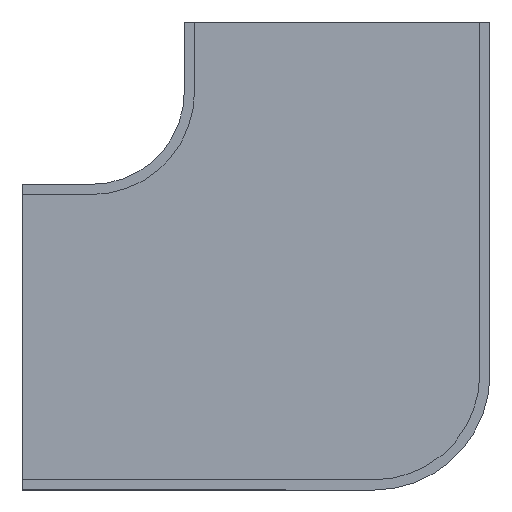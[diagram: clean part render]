
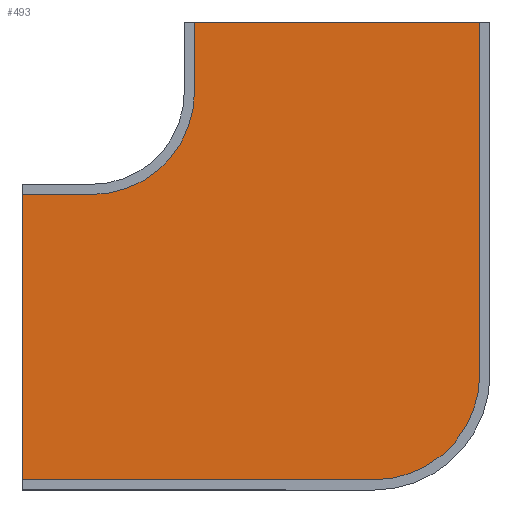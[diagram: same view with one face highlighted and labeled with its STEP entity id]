
A CAD part, front view. The second image highlights one B-rep face of the part: STEP entity #493.
In plain terms, the highlighted planar face has unit normal (0, -1, 0).
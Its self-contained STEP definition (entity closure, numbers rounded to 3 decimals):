
#7 = EDGE_CURVE ( 'NONE', #120, #538, #461, .T. ) ;
#16 = FACE_OUTER_BOUND ( 'NONE', #568, .T. ) ;
#32 = ORIENTED_EDGE ( 'NONE', *, *, #206, .F. ) ;
#34 = LINE ( 'NONE', #240, #56 ) ;
#43 = VECTOR ( 'NONE', #184, 1000. ) ;
#46 = AXIS2_PLACEMENT_3D ( 'NONE', #156, #464, #147 ) ;
#56 = VECTOR ( 'NONE', #376, 1000. ) ;
#71 = VERTEX_POINT ( 'NONE', #289 ) ;
#84 = EDGE_CURVE ( 'NONE', #71, #135, #34, .T. ) ;
#108 = DIRECTION ( 'NONE',  ( -1., 0., 0. ) ) ;
#110 = CARTESIAN_POINT ( 'NONE',  ( -15.45, 19.15, 50.45 ) ) ;
#114 = ORIENTED_EDGE ( 'NONE', *, *, #137, .F. ) ;
#118 = CIRCLE ( 'NONE', #300, 22.8 ) ;
#120 = VERTEX_POINT ( 'NONE', #406 ) ;
#122 = AXIS2_PLACEMENT_3D ( 'NONE', #279, #285, #286 ) ;
#123 = CARTESIAN_POINT ( 'NONE',  ( 25.45, 19.15, -48.25 ) ) ;
#124 = CARTESIAN_POINT ( 'NONE',  ( 48.25, 19.15, -25.45 ) ) ;
#125 = VECTOR ( 'NONE', #294, 1000. ) ;
#127 = EDGE_CURVE ( 'NONE', #71, #405, #489, .T. ) ;
#132 = CARTESIAN_POINT ( 'NONE',  ( 48.25, 19.15, -25.45 ) ) ;
#135 = VERTEX_POINT ( 'NONE', #301 ) ;
#137 = EDGE_CURVE ( 'NONE', #538, #188, #118, .T. ) ;
#141 = ORIENTED_EDGE ( 'NONE', *, *, #7, .F. ) ;
#147 = DIRECTION ( 'NONE',  ( 0., 0., 1. ) ) ;
#156 = CARTESIAN_POINT ( 'NONE',  ( 25.45, 19.15, -25.45 ) ) ;
#184 = DIRECTION ( 'NONE',  ( -1., 0., 0. ) ) ;
#188 = VERTEX_POINT ( 'NONE', #123 ) ;
#206 = EDGE_CURVE ( 'NONE', #188, #135, #255, .T. ) ;
#225 = PLANE ( 'NONE',  #46 ) ;
#232 = EDGE_CURVE ( 'NONE', #347, #363, #503, .T. ) ;
#240 = CARTESIAN_POINT ( 'NONE',  ( -50.45, 19.15, 15.45 ) ) ;
#245 = VECTOR ( 'NONE', #316, 1000. ) ;
#254 = EDGE_CURVE ( 'NONE', #405, #347, #529, .T. ) ;
#255 = LINE ( 'NONE', #502, #43 ) ;
#279 = CARTESIAN_POINT ( 'NONE',  ( -35.45, 19.15, 35.45 ) ) ;
#285 = DIRECTION ( 'NONE',  ( 0., -1., 0. ) ) ;
#286 = DIRECTION ( 'NONE',  ( 0., 0., -1. ) ) ;
#289 = CARTESIAN_POINT ( 'NONE',  ( -50.45, 19.15, 13.25 ) ) ;
#294 = DIRECTION ( 'NONE',  ( 0., 0., 1. ) ) ;
#300 = AXIS2_PLACEMENT_3D ( 'NONE', #600, #596, #586 ) ;
#301 = CARTESIAN_POINT ( 'NONE',  ( -50.45, 19.15, -48.25 ) ) ;
#316 = DIRECTION ( 'NONE',  ( 1., 0., 0. ) ) ;
#335 = ORIENTED_EDGE ( 'NONE', *, *, #127, .F. ) ;
#347 = VERTEX_POINT ( 'NONE', #554 ) ;
#363 = VERTEX_POINT ( 'NONE', #511 ) ;
#366 = ORIENTED_EDGE ( 'NONE', *, *, #232, .F. ) ;
#376 = DIRECTION ( 'NONE',  ( 0., 0., -1. ) ) ;
#399 = CARTESIAN_POINT ( 'NONE',  ( -13.25, 19.15, -25.45 ) ) ;
#405 = VERTEX_POINT ( 'NONE', #473 ) ;
#406 = CARTESIAN_POINT ( 'NONE',  ( 48.25, 19.15, 50.45 ) ) ;
#407 = ORIENTED_EDGE ( 'NONE', *, *, #254, .F. ) ;
#437 = VECTOR ( 'NONE', #108, 1000. ) ;
#461 = LINE ( 'NONE', #132, #580 ) ;
#464 = DIRECTION ( 'NONE',  ( 0., 1., 0. ) ) ;
#473 = CARTESIAN_POINT ( 'NONE',  ( -35.45, 19.15, 13.25 ) ) ;
#474 = DIRECTION ( 'NONE',  ( 0., 0., -1. ) ) ;
#481 = LINE ( 'NONE', #110, #437 ) ;
#482 = CARTESIAN_POINT ( 'NONE',  ( 25.45, 19.15, 13.25 ) ) ;
#489 = LINE ( 'NONE', #482, #245 ) ;
#493 = ADVANCED_FACE ( 'NONE', ( #16 ), #225, .F. ) ;
#502 = CARTESIAN_POINT ( 'NONE',  ( 25.45, 19.15, -48.25 ) ) ;
#503 = LINE ( 'NONE', #399, #125 ) ;
#510 = EDGE_CURVE ( 'NONE', #120, #363, #481, .T. ) ;
#511 = CARTESIAN_POINT ( 'NONE',  ( -13.25, 19.15, 50.45 ) ) ;
#525 = ORIENTED_EDGE ( 'NONE', *, *, #510, .T. ) ;
#529 = CIRCLE ( 'NONE', #122, 22.2 ) ;
#538 = VERTEX_POINT ( 'NONE', #124 ) ;
#554 = CARTESIAN_POINT ( 'NONE',  ( -13.25, 19.15, 35.45 ) ) ;
#568 = EDGE_LOOP ( 'NONE', ( #114, #141, #525, #366, #407, #335, #581, #32 ) ) ;
#580 = VECTOR ( 'NONE', #474, 1000. ) ;
#581 = ORIENTED_EDGE ( 'NONE', *, *, #84, .T. ) ;
#586 = DIRECTION ( 'NONE',  ( 0., 0., -1. ) ) ;
#596 = DIRECTION ( 'NONE',  ( 0., 1., 0. ) ) ;
#600 = CARTESIAN_POINT ( 'NONE',  ( 25.45, 19.15, -25.45 ) ) ;
